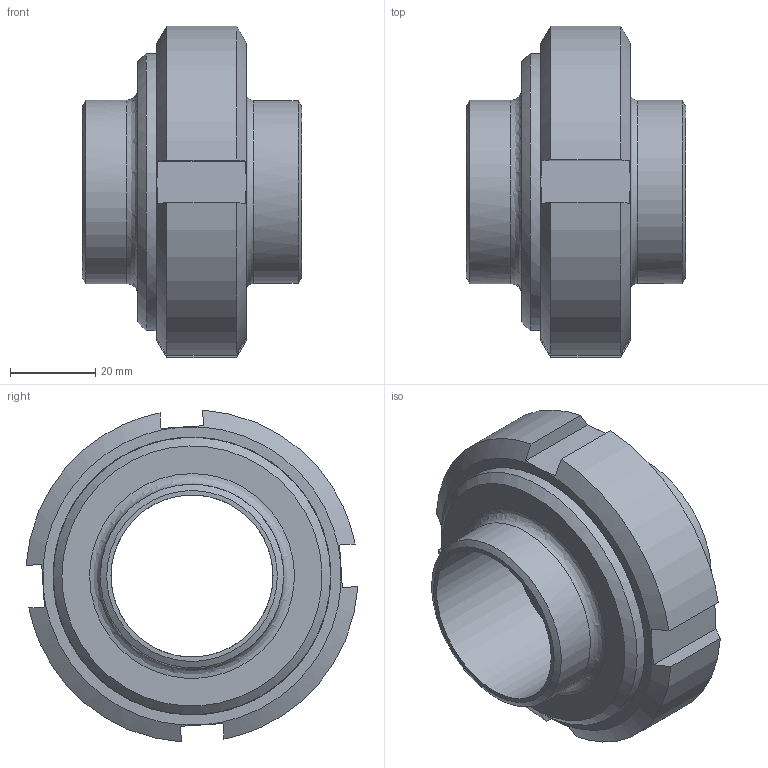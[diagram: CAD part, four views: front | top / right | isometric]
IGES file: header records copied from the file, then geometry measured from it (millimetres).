
Global section: file name: 20123040000; native system: Autodesk Inventor 2015; preprocessor: unknown; author: Struska Martin; date: 20160304.084536; units: millimetre
Bounding box: 51.5 x 77.84 x 77.84 mm (x, y, z)
Volume: 79889.9 mm3; surface area: 30083.2 mm2
Topology: 1 solids, 2 shells, 58 faces, 151 edges, 105 vertices
Faces by surface type: bspline 58
